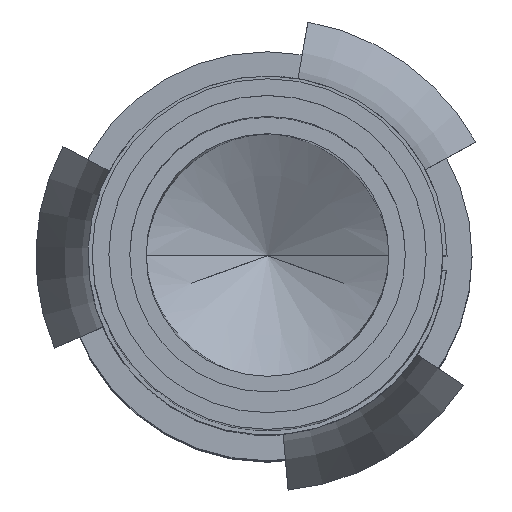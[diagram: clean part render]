
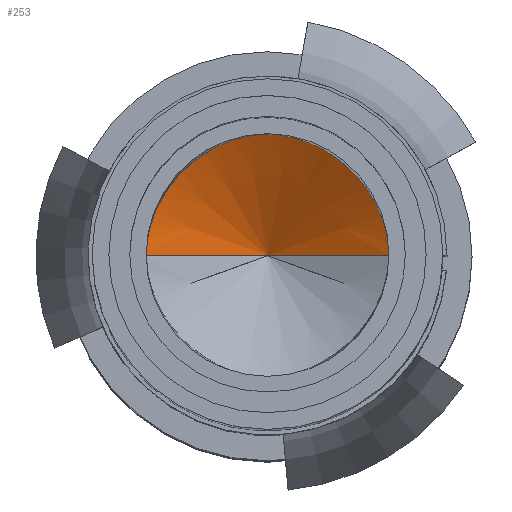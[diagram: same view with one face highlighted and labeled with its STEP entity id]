
A CAD part, top view. The second image highlights one B-rep face of the part: STEP entity #253.
In plain terms, the highlighted conical face has half-angle 61.115 degrees and reference radius 0.741 mm.
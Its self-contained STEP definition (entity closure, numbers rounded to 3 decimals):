
#56=B_SPLINE_CURVE_WITH_KNOTS('',3,(#2303,#2304,#2305,#2306),
 .UNSPECIFIED.,.F.,.F.,(4,4),(0.,1.),.UNSPECIFIED.);
#57=B_SPLINE_CURVE_WITH_KNOTS('',3,(#2308,#2309,#2310,#2311),
 .UNSPECIFIED.,.F.,.F.,(4,4),(0.,1.),.UNSPECIFIED.);
#58=B_SPLINE_CURVE_WITH_KNOTS('',3,(#2313,#2314,#2315,#2316,#2317,#2318),
 .UNSPECIFIED.,.F.,.F.,(4,2,4),(0.,0.5,1.),.UNSPECIFIED.);
#253=ADVANCED_FACE('',(#370),#343,.F.);
#343=CONICAL_SURFACE('',#1669,0.741,61.115);
#370=FACE_OUTER_BOUND('',#457,.T.);
#457=EDGE_LOOP('',(#758,#759,#760));
#758=ORIENTED_EDGE('',*,*,#1375,.F.);
#759=ORIENTED_EDGE('',*,*,#1377,.F.);
#760=ORIENTED_EDGE('',*,*,#1376,.T.);
#1214=VERTEX_POINT('',#2301);
#1215=VERTEX_POINT('',#2302);
#1216=VERTEX_POINT('',#2307);
#1375=EDGE_CURVE('',#1215,#1216,#56,.T.);
#1376=EDGE_CURVE('',#1214,#1216,#57,.T.);
#1377=EDGE_CURVE('',#1214,#1215,#58,.T.);
#1669=AXIS2_PLACEMENT_3D('',#2319,#1847,#1848);
#1847=DIRECTION('',(0.,0.,1.));
#1848=DIRECTION('',(-1.,0.,0.));
#2301=CARTESIAN_POINT('',(-1.451,0.,2.709));
#2302=CARTESIAN_POINT('',(1.451,0.,2.709));
#2303=CARTESIAN_POINT('',(1.451,0.,2.709));
#2304=CARTESIAN_POINT('',(0.967,0.,2.443));
#2305=CARTESIAN_POINT('',(0.484,0.,2.176));
#2306=CARTESIAN_POINT('',(0.,0.,1.909));
#2307=CARTESIAN_POINT('',(0.,0.,1.909));
#2308=CARTESIAN_POINT('',(-1.451,0.,2.709));
#2309=CARTESIAN_POINT('',(-0.967,0.,2.443));
#2310=CARTESIAN_POINT('',(-0.484,0.,2.176));
#2311=CARTESIAN_POINT('',(0.,0.,1.909));
#2313=CARTESIAN_POINT('',(-1.453,0.,2.709));
#2314=CARTESIAN_POINT('',(-1.453,0.761,2.709));
#2315=CARTESIAN_POINT('',(-0.761,1.453,2.709));
#2316=CARTESIAN_POINT('',(0.761,1.453,2.709));
#2317=CARTESIAN_POINT('',(1.453,0.761,2.709));
#2318=CARTESIAN_POINT('',(1.453,0.,2.709));
#2319=CARTESIAN_POINT('',(0.,0.,2.318));
